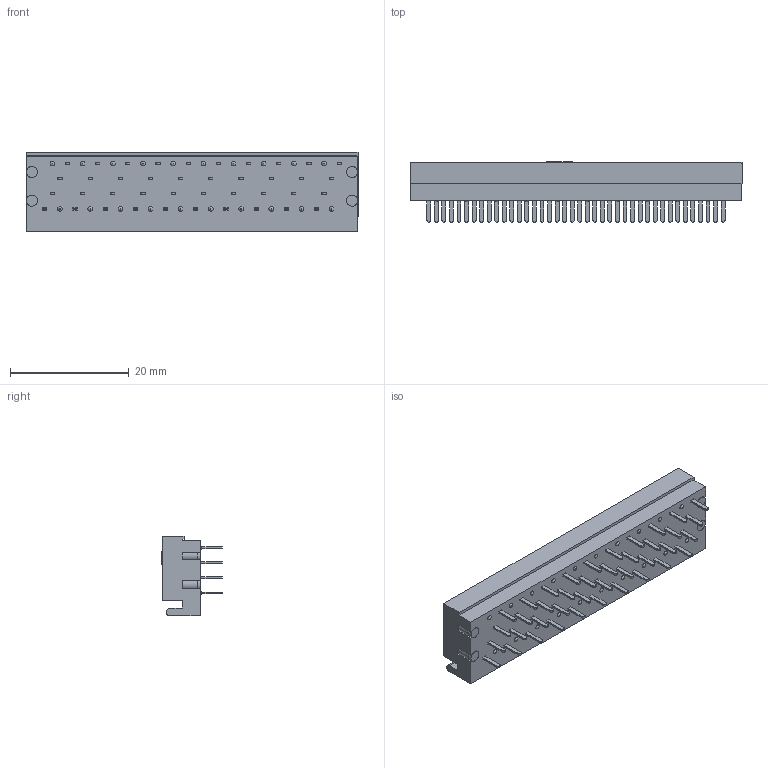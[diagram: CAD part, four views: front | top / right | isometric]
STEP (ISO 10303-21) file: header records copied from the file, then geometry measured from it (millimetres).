
FILE_DESCRIPTION(/* description */ (''),/* implementation_level */ '2;1');
FILE_NAME(/* name */ 'CWR-140-40 3D Model.stp',/* time_stamp */ '2023-12-11T13:49:06-05:00',/* author */ ('dwiltbank'),/* organization */ (''),/* preprocessor_version */ 'ST-DEVELOPER v19.2',/* originating_system */ 'Autodesk Inventor 2024',/* authorisation */ '');
FILE_SCHEMA (('AUTOMOTIVE_DESIGN { 1 0 10303 214 3 1 1 }'));
Products named in the file (1): CWR-140-40_Simplify_1
Bounding box: 55.88 x 10.16 x 13.34 mm (x, y, z)
Volume: 3802.7 mm3; surface area: 5398 mm2
Topology: 1 solids, 1 shells, 2743 faces, 8486 edges, 5603 vertices
Faces by surface type: plane 1694, cylinder 1025, bspline 20, cone 4
Entity records: 100550 total; most frequent: CARTESIAN_POINT 19859, ORIENTED_EDGE 16976, DIRECTION 15968, EDGE_CURVE 8488, LINE 6112, VECTOR 6112, VERTEX_POINT 5603, AXIS2_PLACEMENT_3D 4928
